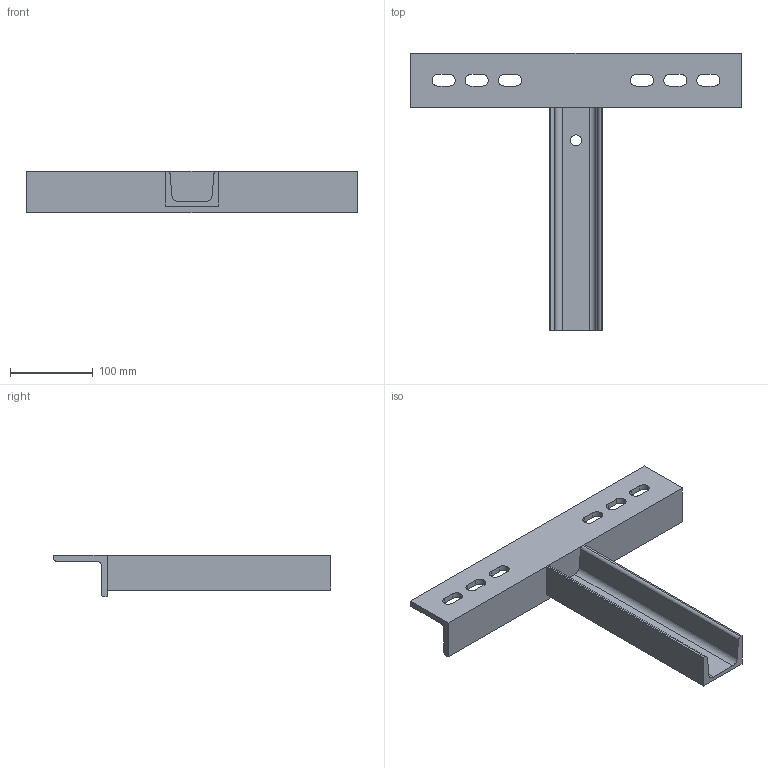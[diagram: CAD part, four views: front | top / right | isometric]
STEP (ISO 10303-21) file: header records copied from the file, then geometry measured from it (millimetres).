
FILE_DESCRIPTION (( 'STEP AP203' ), '1' );
FILE_NAME ('KTS 02.003-006_2-6346731.step', '2013-12-04T10:39:18', ( '' ), ( '' ), 'SwSTEP 2.0', 'SolidWorks 2013', '' );
FILE_SCHEMA (( 'CONFIG_CONTROL_DESIGN' ));
Length unit declared in the file: millimetre
Products named in the file (3): 053090; 053092; KTS 02.003-006_2-6346731
Assembly tree (2 placements, depth 2):
  KTS 02.003-006_2-6346731
    053090
    053092
Bounding box: 400 x 335 x 50 mm (x, y, z)
Volume: 532379.1 mm3; surface area: 165806.6 mm2
Topology: 2 solids, 2 shells, 57 faces, 159 edges, 106 vertices
Faces by surface type: plane 30, cylinder 27
Entity records: 2180 total; most frequent: DIRECTION 337, CARTESIAN_POINT 327, ORIENTED_EDGE 318, EDGE_CURVE 159, AXIS2_PLACEMENT_3D 116, VERTEX_POINT 106, LINE 105, VECTOR 105
